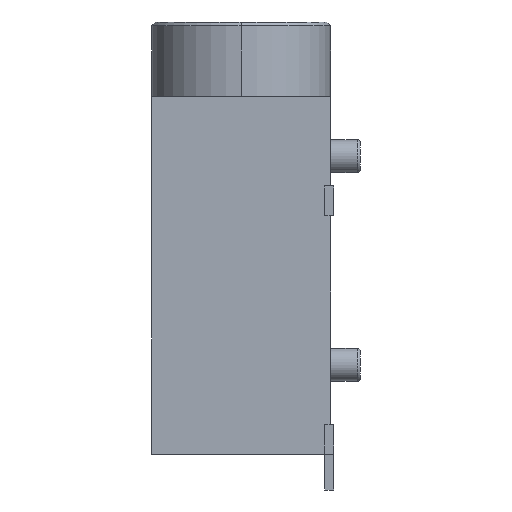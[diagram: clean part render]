
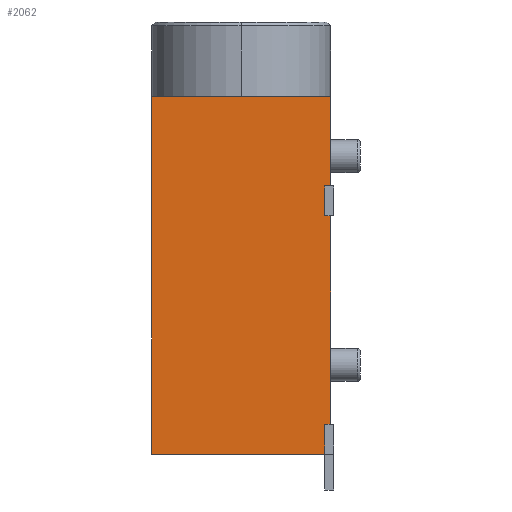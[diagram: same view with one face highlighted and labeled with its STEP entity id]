
A CAD part, left-side view. The second image highlights one B-rep face of the part: STEP entity #2062.
In plain terms, the highlighted planar face has unit normal (-1, 0, 0).
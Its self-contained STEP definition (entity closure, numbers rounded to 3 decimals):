
#24 = DIRECTION ( 'NONE',  ( 0., 1., 0. ) ) ;
#34 = VECTOR ( 'NONE', #166, 1000. ) ;
#42 = EDGE_CURVE ( 'NONE', #856, #1871, #1688, .T. ) ;
#74 = VERTEX_POINT ( 'NONE', #1174 ) ;
#83 = ORIENTED_EDGE ( 'NONE', *, *, #42, .T. ) ;
#117 = VERTEX_POINT ( 'NONE', #1395 ) ;
#166 = DIRECTION ( 'NONE',  ( 0., -1., 0. ) ) ;
#189 = VERTEX_POINT ( 'NONE', #512 ) ;
#203 = CARTESIAN_POINT ( 'NONE',  ( -3.5, 0.2, -12. ) ) ;
#233 = ORIENTED_EDGE ( 'NONE', *, *, #2284, .F. ) ;
#330 = VERTEX_POINT ( 'NONE', #383 ) ;
#357 = DIRECTION ( 'NONE',  ( 0., 0., 1. ) ) ;
#364 = VERTEX_POINT ( 'NONE', #398 ) ;
#383 = CARTESIAN_POINT ( 'NONE',  ( -3.5, 0.2, -4. ) ) ;
#398 = CARTESIAN_POINT ( 'NONE',  ( -3.5, 0.2, -3. ) ) ;
#403 = PLANE ( 'NONE',  #838 ) ;
#465 = EDGE_LOOP ( 'NONE', ( #233, #525, #2255, #984, #1840, #1018, #1782, #1811, #2025, #83 ) ) ;
#512 = CARTESIAN_POINT ( 'NONE',  ( -3.5, 6., -12. ) ) ;
#523 = CARTESIAN_POINT ( 'NONE',  ( -3.5, 6., 0. ) ) ;
#525 = ORIENTED_EDGE ( 'NONE', *, *, #983, .T. ) ;
#586 = EDGE_CURVE ( 'NONE', #1067, #1561, #1079, .T. ) ;
#590 = CARTESIAN_POINT ( 'NONE',  ( -3.5, 0., -12. ) ) ;
#641 = DIRECTION ( 'NONE',  ( 0., -1., 0. ) ) ;
#682 = EDGE_CURVE ( 'NONE', #330, #117, #1686, .T. ) ;
#838 = AXIS2_PLACEMENT_3D ( 'NONE', #590, #2111, #921 ) ;
#843 = VECTOR ( 'NONE', #357, 1000. ) ;
#844 = DIRECTION ( 'NONE',  ( 0., 0., 1. ) ) ;
#856 = VERTEX_POINT ( 'NONE', #2270 ) ;
#876 = DIRECTION ( 'NONE',  ( 0., 0., 1. ) ) ;
#903 = EDGE_CURVE ( 'NONE', #189, #856, #1967, .T. ) ;
#914 = CARTESIAN_POINT ( 'NONE',  ( -3.5, 0., 0. ) ) ;
#921 = DIRECTION ( 'NONE',  ( 0., 0., 1. ) ) ;
#983 = EDGE_CURVE ( 'NONE', #1438, #117, #2208, .T. ) ;
#984 = ORIENTED_EDGE ( 'NONE', *, *, #1701, .T. ) ;
#999 = CARTESIAN_POINT ( 'NONE',  ( -3.5, 6., -12. ) ) ;
#1018 = ORIENTED_EDGE ( 'NONE', *, *, #1061, .T. ) ;
#1035 = CARTESIAN_POINT ( 'NONE',  ( -3.5, 0., -12. ) ) ;
#1061 = EDGE_CURVE ( 'NONE', #74, #1561, #2437, .T. ) ;
#1067 = VERTEX_POINT ( 'NONE', #523 ) ;
#1079 = LINE ( 'NONE', #914, #1126 ) ;
#1089 = CARTESIAN_POINT ( 'NONE',  ( -3.5, 0., -11. ) ) ;
#1108 = EDGE_CURVE ( 'NONE', #74, #364, #1326, .T. ) ;
#1120 = VECTOR ( 'NONE', #844, 1000. ) ;
#1126 = VECTOR ( 'NONE', #2448, 1000. ) ;
#1146 = CARTESIAN_POINT ( 'NONE',  ( -3.5, 0.2, -11. ) ) ;
#1156 = VECTOR ( 'NONE', #1195, 1000. ) ;
#1174 = CARTESIAN_POINT ( 'NONE',  ( -3.5, 0., -3. ) ) ;
#1181 = VECTOR ( 'NONE', #1870, 1000. ) ;
#1195 = DIRECTION ( 'NONE',  ( 0., 0., 1. ) ) ;
#1326 = LINE ( 'NONE', #2084, #1387 ) ;
#1338 = VECTOR ( 'NONE', #641, 1000. ) ;
#1387 = VECTOR ( 'NONE', #24, 1000. ) ;
#1395 = CARTESIAN_POINT ( 'NONE',  ( -3.5, 0., -4. ) ) ;
#1438 = VERTEX_POINT ( 'NONE', #1483 ) ;
#1453 = CARTESIAN_POINT ( 'NONE',  ( -3.5, 0., -12. ) ) ;
#1483 = CARTESIAN_POINT ( 'NONE',  ( -3.5, 0., -11. ) ) ;
#1496 = CARTESIAN_POINT ( 'NONE',  ( -3.5, 0., -4. ) ) ;
#1497 = LINE ( 'NONE', #203, #843 ) ;
#1506 = CARTESIAN_POINT ( 'NONE',  ( -3.5, 0.2, -12. ) ) ;
#1561 = VERTEX_POINT ( 'NONE', #1879 ) ;
#1596 = CARTESIAN_POINT ( 'NONE',  ( -3.5, 0., -12. ) ) ;
#1670 = LINE ( 'NONE', #1089, #1181 ) ;
#1686 = LINE ( 'NONE', #1496, #34 ) ;
#1688 = LINE ( 'NONE', #1506, #2051 ) ;
#1701 = EDGE_CURVE ( 'NONE', #330, #364, #1497, .T. ) ;
#1732 = LINE ( 'NONE', #999, #1156 ) ;
#1782 = ORIENTED_EDGE ( 'NONE', *, *, #586, .F. ) ;
#1811 = ORIENTED_EDGE ( 'NONE', *, *, #2118, .F. ) ;
#1840 = ORIENTED_EDGE ( 'NONE', *, *, #1108, .F. ) ;
#1870 = DIRECTION ( 'NONE',  ( 0., 1., 0. ) ) ;
#1871 = VERTEX_POINT ( 'NONE', #1146 ) ;
#1879 = CARTESIAN_POINT ( 'NONE',  ( -3.5, 0., 0. ) ) ;
#1967 = LINE ( 'NONE', #1596, #1338 ) ;
#2025 = ORIENTED_EDGE ( 'NONE', *, *, #903, .T. ) ;
#2051 = VECTOR ( 'NONE', #2101, 1000. ) ;
#2062 = ADVANCED_FACE ( 'NONE', ( #2280 ), #403, .T. ) ;
#2084 = CARTESIAN_POINT ( 'NONE',  ( -3.5, 0., -3. ) ) ;
#2101 = DIRECTION ( 'NONE',  ( 0., 0., 1. ) ) ;
#2111 = DIRECTION ( 'NONE',  ( -1., 0., 0. ) ) ;
#2118 = EDGE_CURVE ( 'NONE', #189, #1067, #1732, .T. ) ;
#2208 = LINE ( 'NONE', #1453, #2220 ) ;
#2220 = VECTOR ( 'NONE', #876, 1000. ) ;
#2255 = ORIENTED_EDGE ( 'NONE', *, *, #682, .F. ) ;
#2270 = CARTESIAN_POINT ( 'NONE',  ( -3.5, 0.2, -12. ) ) ;
#2280 = FACE_OUTER_BOUND ( 'NONE', #465, .T. ) ;
#2284 = EDGE_CURVE ( 'NONE', #1438, #1871, #1670, .T. ) ;
#2437 = LINE ( 'NONE', #1035, #1120 ) ;
#2448 = DIRECTION ( 'NONE',  ( 0., -1., 0. ) ) ;
